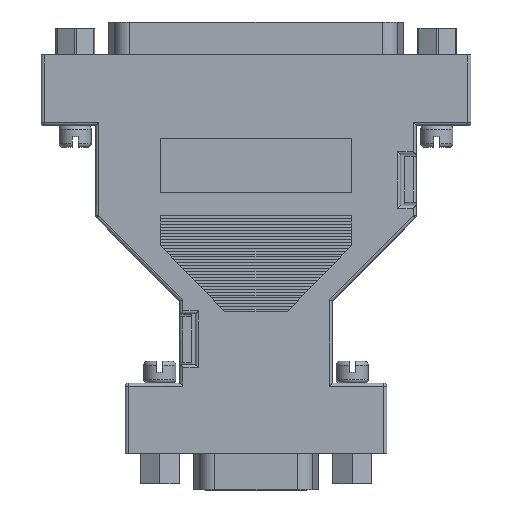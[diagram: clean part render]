
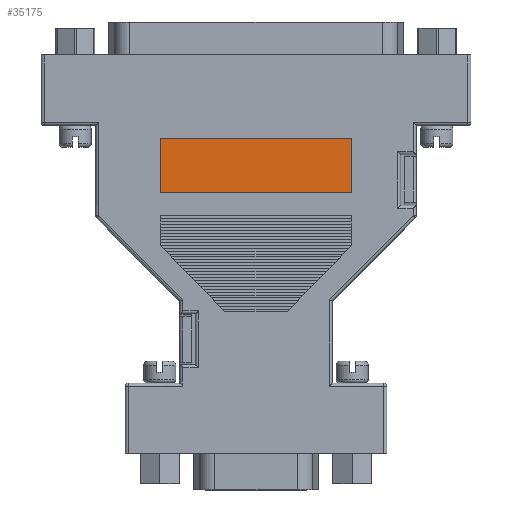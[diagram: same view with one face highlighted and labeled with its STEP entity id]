
A CAD part, top view. The second image highlights one B-rep face of the part: STEP entity #35175.
In plain terms, the highlighted planar face has unit normal (0, 0, 1).
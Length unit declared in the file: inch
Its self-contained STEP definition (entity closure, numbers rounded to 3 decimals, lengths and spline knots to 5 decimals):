
#1782 = CARTESIAN_POINT ( 'NONE',  ( -0.49, 0.59, 0.315 ) ) ;
#1863 = ORIENTED_EDGE ( 'NONE', *, *, #18318, .T. ) ;
#2874 = VERTEX_POINT ( 'NONE', #19547 ) ;
#3847 = CARTESIAN_POINT ( 'NONE',  ( -0.49, 0.316, 0.315 ) ) ;
#4580 = LINE ( 'NONE', #19155, #26970 ) ;
#4635 = DIRECTION ( 'NONE',  ( 1., 0., 0. ) ) ;
#4934 = CARTESIAN_POINT ( 'NONE',  ( 0.49, 0.59, 0.315 ) ) ;
#5360 = DIRECTION ( 'NONE',  ( 1., 0., 0. ) ) ;
#6803 = CARTESIAN_POINT ( 'NONE',  ( -0.49, 0.316, 0.315 ) ) ;
#11066 = VECTOR ( 'NONE', #33870, 39.37008 ) ;
#11431 = ORIENTED_EDGE ( 'NONE', *, *, #12056, .T. ) ;
#11967 = LINE ( 'NONE', #1782, #11066 ) ;
#12056 = EDGE_CURVE ( 'NONE', #22022, #20866, #29291, .T. ) ;
#15410 = EDGE_CURVE ( 'NONE', #20866, #35757, #4580, .T. ) ;
#16456 = EDGE_CURVE ( 'NONE', #35757, #2874, #36012, .T. ) ;
#16926 = PLANE ( 'NONE',  #23160 ) ;
#17263 = CARTESIAN_POINT ( 'NONE',  ( 0.49, 0.316, 0.315 ) ) ;
#18318 = EDGE_CURVE ( 'NONE', #2874, #22022, #11967, .T. ) ;
#19155 = CARTESIAN_POINT ( 'NONE',  ( 0.49, 0.316, 0.315 ) ) ;
#19547 = CARTESIAN_POINT ( 'NONE',  ( 0.49, 0.59, 0.315 ) ) ;
#19592 = DIRECTION ( 'NONE',  ( 0., 1., 0. ) ) ;
#19891 = CARTESIAN_POINT ( 'NONE',  ( -0.49, 0.316, 0.315 ) ) ;
#20866 = VERTEX_POINT ( 'NONE', #6803 ) ;
#22022 = VERTEX_POINT ( 'NONE', #25174 ) ;
#22849 = DIRECTION ( 'NONE',  ( 0., 0., 1. ) ) ;
#23160 = AXIS2_PLACEMENT_3D ( 'NONE', #19891, #22849, #5360 ) ;
#25174 = CARTESIAN_POINT ( 'NONE',  ( -0.49, 0.59, 0.315 ) ) ;
#26024 = FACE_OUTER_BOUND ( 'NONE', #33539, .T. ) ;
#26970 = VECTOR ( 'NONE', #4635, 39.37008 ) ;
#28191 = VECTOR ( 'NONE', #19592, 39.37008 ) ;
#28239 = ORIENTED_EDGE ( 'NONE', *, *, #16456, .T. ) ;
#28364 = VECTOR ( 'NONE', #35827, 39.37008 ) ;
#29291 = LINE ( 'NONE', #3847, #28364 ) ;
#33537 = ORIENTED_EDGE ( 'NONE', *, *, #15410, .T. ) ;
#33539 = EDGE_LOOP ( 'NONE', ( #11431, #33537, #28239, #1863 ) ) ;
#33870 = DIRECTION ( 'NONE',  ( -1., 0., 0. ) ) ;
#35175 = ADVANCED_FACE ( 'NONE', ( #26024 ), #16926, .T. ) ;
#35757 = VERTEX_POINT ( 'NONE', #17263 ) ;
#35827 = DIRECTION ( 'NONE',  ( 0., -1., 0. ) ) ;
#36012 = LINE ( 'NONE', #4934, #28191 ) ;
